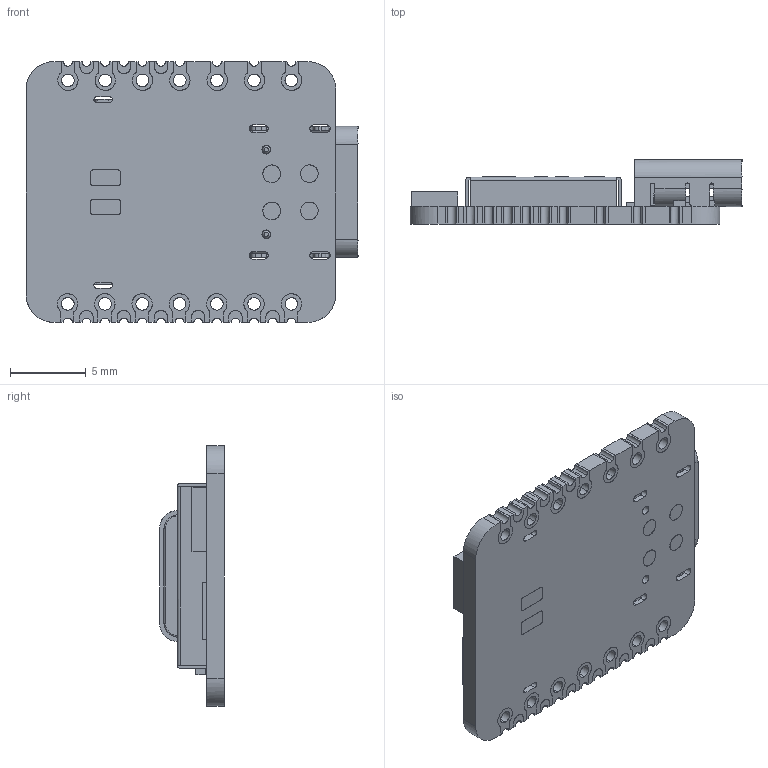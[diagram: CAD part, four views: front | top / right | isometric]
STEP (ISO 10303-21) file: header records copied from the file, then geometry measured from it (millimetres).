
FILE_DESCRIPTION(('FreeCAD Model'),'2;1');
FILE_NAME('Open CASCADE Shape Model','2025-05-02T14:48:19',('FreeCAD'),( 'FreeCAD'),'Open CASCADE STEP processor 7.6','FreeCAD','Unknown');
FILE_SCHEMA(('AUTOMOTIVE_DESIGN { 1 0 10303 214 1 1 1 1 }'));
Products named in the file (1): Open CASCADE STEP translator 7.6 1
Bounding box: 21.96 x 4.29 x 17.24 mm (x, y, z)
Volume: 553.7 mm3; surface area: 2322.5 mm2
Topology: 65 solids, 65 shells, 1934 faces, 5173 edges, 3415 vertices
Faces by surface type: bspline 1934
Entity records: 57997 total; most frequent: CARTESIAN_POINT 26674, ORIENTED_EDGE 10328, EDGE_CURVE 5164, B_SPLINE_CURVE_WITH_KNOTS 4604, VERTEX_POINT 3415, FACE_BOUND 2047, EDGE_LOOP 2047, ADVANCED_FACE 1934
